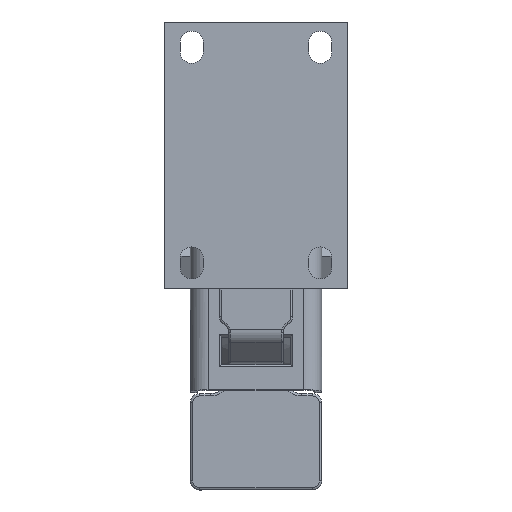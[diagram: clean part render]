
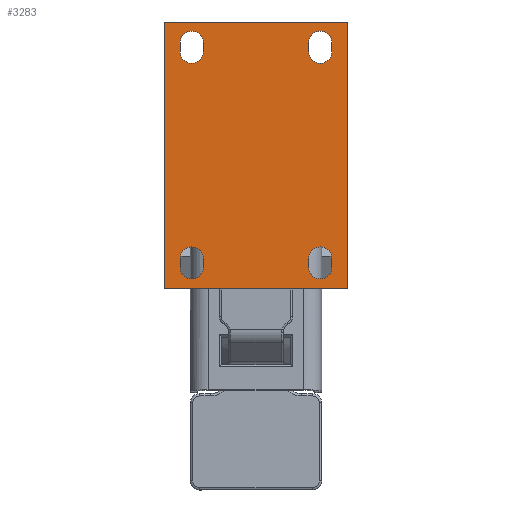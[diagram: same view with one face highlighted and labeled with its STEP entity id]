
A CAD part, top view. The second image highlights one B-rep face of the part: STEP entity #3283.
In plain terms, the highlighted face is planar.
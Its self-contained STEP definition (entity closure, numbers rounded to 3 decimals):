
#133=FACE_BOUND('',#573,.T.);
#134=FACE_BOUND('',#574,.T.);
#135=FACE_BOUND('',#575,.T.);
#136=FACE_BOUND('',#576,.T.);
#161=PLANE('',#3566);
#350=FACE_OUTER_BOUND('',#572,.T.);
#572=EDGE_LOOP('',(#2392,#2393,#2394,#2395));
#573=EDGE_LOOP('',(#2396,#2397,#2398,#2399));
#574=EDGE_LOOP('',(#2400,#2401,#2402,#2403));
#575=EDGE_LOOP('',(#2404,#2405,#2406,#2407));
#576=EDGE_LOOP('',(#2408,#2409,#2410,#2411));
#802=LINE('',#5382,#1030);
#805=LINE('',#5387,#1033);
#807=LINE('',#5391,#1035);
#809=LINE('',#5394,#1037);
#810=LINE('',#5400,#1038);
#811=LINE('',#5403,#1039);
#812=LINE('',#5408,#1040);
#813=LINE('',#5411,#1041);
#814=LINE('',#5416,#1042);
#815=LINE('',#5419,#1043);
#816=LINE('',#5424,#1044);
#817=LINE('',#5427,#1045);
#1030=VECTOR('',#4109,1000.);
#1033=VECTOR('',#4114,1000.);
#1035=VECTOR('',#4118,1000.);
#1037=VECTOR('',#4122,1000.);
#1038=VECTOR('',#4127,1000.);
#1039=VECTOR('',#4130,1000.);
#1040=VECTOR('',#4133,1000.);
#1041=VECTOR('',#4136,1000.);
#1042=VECTOR('',#4139,1000.);
#1043=VECTOR('',#4142,1000.);
#1044=VECTOR('',#4145,1000.);
#1045=VECTOR('',#4148,1000.);
#1267=CIRCLE('',#3567,3.969);
#1268=CIRCLE('',#3568,3.969);
#1269=CIRCLE('',#3569,3.969);
#1270=CIRCLE('',#3570,3.969);
#1271=CIRCLE('',#3571,3.969);
#1272=CIRCLE('',#3572,3.969);
#1273=CIRCLE('',#3573,3.969);
#1274=CIRCLE('',#3574,3.969);
#1506=VERTEX_POINT('',#5380);
#1507=VERTEX_POINT('',#5381);
#1508=VERTEX_POINT('',#5386);
#1509=VERTEX_POINT('',#5390);
#1510=VERTEX_POINT('',#5396);
#1511=VERTEX_POINT('',#5397);
#1512=VERTEX_POINT('',#5399);
#1513=VERTEX_POINT('',#5401);
#1514=VERTEX_POINT('',#5404);
#1515=VERTEX_POINT('',#5405);
#1516=VERTEX_POINT('',#5407);
#1517=VERTEX_POINT('',#5409);
#1518=VERTEX_POINT('',#5412);
#1519=VERTEX_POINT('',#5413);
#1520=VERTEX_POINT('',#5415);
#1521=VERTEX_POINT('',#5417);
#1522=VERTEX_POINT('',#5420);
#1523=VERTEX_POINT('',#5421);
#1524=VERTEX_POINT('',#5423);
#1525=VERTEX_POINT('',#5425);
#1833=EDGE_CURVE('',#1506,#1507,#802,.T.);
#1836=EDGE_CURVE('',#1508,#1506,#805,.T.);
#1838=EDGE_CURVE('',#1509,#1508,#807,.T.);
#1840=EDGE_CURVE('',#1507,#1509,#809,.T.);
#1841=EDGE_CURVE('',#1510,#1511,#1267,.T.);
#1842=EDGE_CURVE('',#1512,#1510,#810,.T.);
#1843=EDGE_CURVE('',#1513,#1512,#1268,.T.);
#1844=EDGE_CURVE('',#1511,#1513,#811,.T.);
#1845=EDGE_CURVE('',#1514,#1515,#1269,.T.);
#1846=EDGE_CURVE('',#1516,#1514,#812,.T.);
#1847=EDGE_CURVE('',#1517,#1516,#1270,.T.);
#1848=EDGE_CURVE('',#1515,#1517,#813,.T.);
#1849=EDGE_CURVE('',#1518,#1519,#1271,.T.);
#1850=EDGE_CURVE('',#1520,#1518,#814,.T.);
#1851=EDGE_CURVE('',#1521,#1520,#1272,.T.);
#1852=EDGE_CURVE('',#1519,#1521,#815,.T.);
#1853=EDGE_CURVE('',#1522,#1523,#1273,.T.);
#1854=EDGE_CURVE('',#1524,#1522,#816,.T.);
#1855=EDGE_CURVE('',#1525,#1524,#1274,.T.);
#1856=EDGE_CURVE('',#1523,#1525,#817,.T.);
#2392=ORIENTED_EDGE('',*,*,#1833,.T.);
#2393=ORIENTED_EDGE('',*,*,#1840,.T.);
#2394=ORIENTED_EDGE('',*,*,#1838,.T.);
#2395=ORIENTED_EDGE('',*,*,#1836,.T.);
#2396=ORIENTED_EDGE('',*,*,#1841,.F.);
#2397=ORIENTED_EDGE('',*,*,#1842,.F.);
#2398=ORIENTED_EDGE('',*,*,#1843,.F.);
#2399=ORIENTED_EDGE('',*,*,#1844,.F.);
#2400=ORIENTED_EDGE('',*,*,#1845,.F.);
#2401=ORIENTED_EDGE('',*,*,#1846,.F.);
#2402=ORIENTED_EDGE('',*,*,#1847,.F.);
#2403=ORIENTED_EDGE('',*,*,#1848,.F.);
#2404=ORIENTED_EDGE('',*,*,#1849,.F.);
#2405=ORIENTED_EDGE('',*,*,#1850,.F.);
#2406=ORIENTED_EDGE('',*,*,#1851,.F.);
#2407=ORIENTED_EDGE('',*,*,#1852,.F.);
#2408=ORIENTED_EDGE('',*,*,#1853,.F.);
#2409=ORIENTED_EDGE('',*,*,#1854,.F.);
#2410=ORIENTED_EDGE('',*,*,#1855,.F.);
#2411=ORIENTED_EDGE('',*,*,#1856,.F.);
#3283=ADVANCED_FACE('',(#350,#133,#134,#135,#136),#161,.T.);
#3566=AXIS2_PLACEMENT_3D('',#5395,#4123,#4124);
#3567=AXIS2_PLACEMENT_3D('',#5398,#4125,#4126);
#3568=AXIS2_PLACEMENT_3D('',#5402,#4128,#4129);
#3569=AXIS2_PLACEMENT_3D('',#5406,#4131,#4132);
#3570=AXIS2_PLACEMENT_3D('',#5410,#4134,#4135);
#3571=AXIS2_PLACEMENT_3D('',#5414,#4137,#4138);
#3572=AXIS2_PLACEMENT_3D('',#5418,#4140,#4141);
#3573=AXIS2_PLACEMENT_3D('',#5422,#4143,#4144);
#3574=AXIS2_PLACEMENT_3D('',#5426,#4146,#4147);
#4109=DIRECTION('',(0.,0.,1.));
#4114=DIRECTION('',(-1.,0.,0.));
#4118=DIRECTION('',(0.,0.,-1.));
#4122=DIRECTION('',(1.,0.,0.));
#4123=DIRECTION('center_axis',(0.,1.,0.));
#4124=DIRECTION('ref_axis',(0.,0.,1.));
#4125=DIRECTION('center_axis',(0.,1.,0.));
#4126=DIRECTION('ref_axis',(0.,0.,1.));
#4127=DIRECTION('',(1.,0.,0.));
#4128=DIRECTION('center_axis',(0.,1.,0.));
#4129=DIRECTION('ref_axis',(0.,0.,1.));
#4130=DIRECTION('',(-1.,0.,0.));
#4131=DIRECTION('center_axis',(0.,1.,0.));
#4132=DIRECTION('ref_axis',(0.,0.,-1.));
#4133=DIRECTION('',(-1.,0.,0.));
#4134=DIRECTION('center_axis',(0.,1.,0.));
#4135=DIRECTION('ref_axis',(0.,0.,-1.));
#4136=DIRECTION('',(1.,0.,0.));
#4137=DIRECTION('center_axis',(0.,1.,0.));
#4138=DIRECTION('ref_axis',(0.,0.,-1.));
#4139=DIRECTION('',(1.,0.,0.));
#4140=DIRECTION('center_axis',(0.,1.,0.));
#4141=DIRECTION('ref_axis',(0.,0.,-1.));
#4142=DIRECTION('',(-1.,0.,0.));
#4143=DIRECTION('center_axis',(0.,1.,0.));
#4144=DIRECTION('ref_axis',(0.,0.,1.));
#4145=DIRECTION('',(-1.,0.,0.));
#4146=DIRECTION('center_axis',(0.,1.,0.));
#4147=DIRECTION('ref_axis',(0.,0.,1.));
#4148=DIRECTION('',(1.,0.,0.));
#5380=CARTESIAN_POINT('',(-46.038,0.,-31.75));
#5381=CARTESIAN_POINT('',(-46.038,0.,31.75));
#5382=CARTESIAN_POINT('',(-46.038,0.,-31.75));
#5386=CARTESIAN_POINT('',(46.038,0.,-31.75));
#5387=CARTESIAN_POINT('',(-46.038,0.,-31.75));
#5390=CARTESIAN_POINT('',(46.038,0.,31.75));
#5391=CARTESIAN_POINT('',(46.038,0.,-31.75));
#5394=CARTESIAN_POINT('',(-46.038,0.,31.75));
#5395=CARTESIAN_POINT('Origin',(-46.038,0.,31.75));
#5396=CARTESIAN_POINT('',(-35.719,0.,26.194));
#5397=CARTESIAN_POINT('',(-35.719,0.,18.256));
#5398=CARTESIAN_POINT('Origin',(-35.719,0.,22.225));
#5399=CARTESIAN_POINT('',(-38.894,0.,26.194));
#5400=CARTESIAN_POINT('',(-35.719,0.,26.194));
#5401=CARTESIAN_POINT('',(-38.894,0.,18.256));
#5402=CARTESIAN_POINT('Origin',(-38.894,0.,22.225));
#5403=CARTESIAN_POINT('',(-35.719,0.,18.256));
#5404=CARTESIAN_POINT('',(35.719,0.,18.256));
#5405=CARTESIAN_POINT('',(35.719,0.,26.194));
#5406=CARTESIAN_POINT('Origin',(35.719,0.,22.225));
#5407=CARTESIAN_POINT('',(38.894,0.,18.256));
#5408=CARTESIAN_POINT('',(35.719,0.,18.256));
#5409=CARTESIAN_POINT('',(38.894,0.,26.194));
#5410=CARTESIAN_POINT('Origin',(38.894,0.,22.225));
#5411=CARTESIAN_POINT('',(35.719,0.,26.194));
#5412=CARTESIAN_POINT('',(-35.719,0.,-18.256));
#5413=CARTESIAN_POINT('',(-35.719,0.,-26.194));
#5414=CARTESIAN_POINT('Origin',(-35.719,0.,-22.225));
#5415=CARTESIAN_POINT('',(-38.894,0.,-18.256));
#5416=CARTESIAN_POINT('',(-35.719,0.,-18.256));
#5417=CARTESIAN_POINT('',(-38.894,0.,-26.194));
#5418=CARTESIAN_POINT('Origin',(-38.894,0.,-22.225));
#5419=CARTESIAN_POINT('',(-35.719,0.,-26.194));
#5420=CARTESIAN_POINT('',(35.719,0.,-26.194));
#5421=CARTESIAN_POINT('',(35.719,0.,-18.256));
#5422=CARTESIAN_POINT('Origin',(35.719,0.,-22.225));
#5423=CARTESIAN_POINT('',(38.894,0.,-26.194));
#5424=CARTESIAN_POINT('',(35.719,0.,-26.194));
#5425=CARTESIAN_POINT('',(38.894,0.,-18.256));
#5426=CARTESIAN_POINT('Origin',(38.894,0.,-22.225));
#5427=CARTESIAN_POINT('',(35.719,0.,-18.256));
